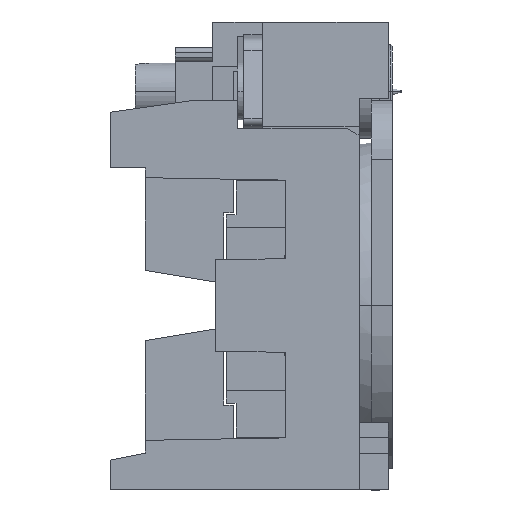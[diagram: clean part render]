
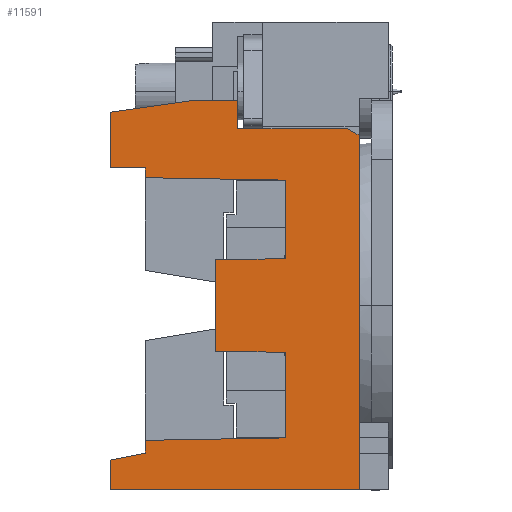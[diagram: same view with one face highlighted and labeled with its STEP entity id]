
A CAD part, left-side view. The second image highlights one B-rep face of the part: STEP entity #11591.
In plain terms, the highlighted planar face has unit normal (-1, 0, 0).
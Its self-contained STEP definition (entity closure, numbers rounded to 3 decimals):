
#5279=VERTEX_POINT('',#15727);
#5533=EDGE_CURVE('',#12267,#5815,#16009,.T.);
#5537=VERTEX_POINT('',#16013);
#5815=VERTEX_POINT('',#16314);
#6115=VERTEX_POINT('',#16644);
#6153=EDGE_CURVE('',#5537,#13653,#16684,.T.);
#6567=VERTEX_POINT('',#17132);
#6891=EDGE_CURVE('',#12719,#12397,#17483,.T.);
#7179=VERTEX_POINT('',#17800);
#7353=EDGE_CURVE('',#12397,#12267,#17991,.T.);
#7849=VERTEX_POINT('',#18527);
#8053=VERTEX_POINT('',#18753);
#8277=VERTEX_POINT('',#18995);
#8555=EDGE_CURVE('',#8053,#12719,#19292,.T.);
#8801=VERTEX_POINT('',#19569);
#8923=EDGE_CURVE('',#6115,#7179,#19703,.T.);
#9453=EDGE_CURVE('',#8801,#10861,#20287,.T.);
#9577=EDGE_CURVE('',#5279,#9933,#20421,.T.);
#9875=EDGE_CURVE('',#10911,#11367,#20753,.T.);
#9933=VERTEX_POINT('',#20818);
#10861=VERTEX_POINT('',#21838);
#10911=VERTEX_POINT('',#21892);
#11121=EDGE_CURVE('',#8277,#5537,#22115,.T.);
#11367=VERTEX_POINT('',#22378);
#11479=VERTEX_POINT('',#22498);
#11591=ADVANCED_FACE('',(#22619),#22620,.F.);
#12267=VERTEX_POINT('',#23355);
#12397=VERTEX_POINT('',#23498);
#12475=EDGE_CURVE('',#5279,#13829,#23582,.T.);
#12719=VERTEX_POINT('',#23848);
#12731=EDGE_CURVE('',#7849,#10911,#23860,.T.);
#12751=EDGE_CURVE('',#8053,#7179,#23882,.T.);
#12951=EDGE_CURVE('',#6567,#8801,#24099,.T.);
#13165=EDGE_CURVE('',#11479,#8277,#24333,.T.);
#13217=EDGE_CURVE('',#5815,#13829,#24390,.T.);
#13653=VERTEX_POINT('',#24872);
#13829=VERTEX_POINT('',#25062);
#14229=EDGE_CURVE('',#13653,#7849,#25493,.T.);
#14497=EDGE_CURVE('',#11367,#6567,#25783,.T.);
#14755=EDGE_CURVE('',#6115,#10861,#26061,.T.);
#15521=EDGE_CURVE('',#9933,#11479,#26881,.T.);
#15727=CARTESIAN_POINT('',(-15.0,24.101,11.75));
#16009=LINE('',#27527,#27528);
#16013=CARTESIAN_POINT('',(-15.0,9.151,3.999));
#16314=CARTESIAN_POINT('',(-15.0,17.101,17.5));
#16644=CARTESIAN_POINT('',(-15.0,24.101,-15.7));
#16684=LINE('',#28488,#28489);
#17132=CARTESIAN_POINT('',(-15.0,21.101,-11.509));
#17483=LINE('',#29629,#29630);
#17800=CARTESIAN_POINT('',(-15.0,2.851,-15.7));
#17991=LINE('',#30358,#30359);
#18527=CARTESIAN_POINT('',(-15.0,15.101,-3.895));
#18753=CARTESIAN_POINT('',(-15.0,2.851,14.523));
#18995=CARTESIAN_POINT('',(-15.0,9.151,10.701));
#19292=LINE('',#32253,#32254);
#19569=CARTESIAN_POINT('',(-15.0,21.101,-12.6));
#19703=LINE('',#32842,#32843);
#20287=LINE('',#33658,#33659);
#20421=LINE('',#33862,#33863);
#20753=LINE('',#34325,#34326);
#20818=CARTESIAN_POINT('',(-15.0,21.101,11.75));
#21838=CARTESIAN_POINT('',(-15.0,24.101,-13.2));
#21892=CARTESIAN_POINT('',(-15.0,9.151,-3.999));
#22115=LINE('',#36257,#36258);
#22378=CARTESIAN_POINT('',(-15.0,9.151,-11.301));
#22498=CARTESIAN_POINT('',(-15.0,21.101,10.909));
#22619=FACE_OUTER_BOUND('',#36977,.T.);
#22620=PLANE('',#36978);
#23355=CARTESIAN_POINT('',(-15.0,13.201,17.5));
#23498=CARTESIAN_POINT('',(-15.0,13.201,15.1));
#23582=LINE('',#38340,#38341);
#23848=CARTESIAN_POINT('',(-15.0,3.851,15.1));
#23860=LINE('',#38730,#38731);
#23882=LINE('',#38760,#38761);
#24099=LINE('',#39078,#39079);
#24333=LINE('',#39416,#39417);
#24390=LINE('',#39493,#39494);
#24872=CARTESIAN_POINT('',(-15.0,15.101,3.895));
#25062=CARTESIAN_POINT('',(-15.0,24.101,16.5));
#25493=LINE('',#41042,#41043);
#25783=LINE('',#41463,#41464);
#26061=LINE('',#41879,#41880);
#26881=LINE('',#43050,#43051);
#27527=CARTESIAN_POINT('',(-15.0,18.789,17.5));
#27528=VECTOR('',#43743,1.0);
#28488=CARTESIAN_POINT('',(-15.0,11.311,3.961));
#28489=VECTOR('',#44411,1.0);
#29629=CARTESIAN_POINT('',(-15.0,8.664,15.1));
#29630=VECTOR('',#45198,1.0);
#30358=CARTESIAN_POINT('',(-15.0,13.201,9.675));
#30359=VECTOR('',#45743,1.0);
#32253=CARTESIAN_POINT('',(-15.0,4.611,15.539));
#32254=VECTOR('',#47072,1.0);
#32842=CARTESIAN_POINT('',(-15.0,13.476,-15.7));
#32843=VECTOR('',#47664,1.0);
#33658=CARTESIAN_POINT('',(-15.0,15.815,-11.543));
#33659=VECTOR('',#48315,1.0);
#33862=CARTESIAN_POINT('',(-15.0,18.789,11.75));
#33863=VECTOR('',#48482,1.0);
#34325=CARTESIAN_POINT('',(-15.0,9.151,0.125));
#34326=VECTOR('',#48862,1.0);
#36257=CARTESIAN_POINT('',(-15.0,9.151,7.475));
#36258=VECTOR('',#50306,1.0);
#36977=EDGE_LOOP('',(#50809,#50810,#50811,#50812,#50813,#50814,#50815,#50816,#50817,#50818,#50819,#50820,#50821,#50822,#50823,#50824,#50825,#50826,#50827,#50828));
#36978=AXIS2_PLACEMENT_3D('',#50829,#50830,#50831);
#38340=CARTESIAN_POINT('',(-15.0,24.101,4.25));
#38341=VECTOR('',#51812,1.0);
#38730=CARTESIAN_POINT('',(-15.0,14.36,-3.908));
#38731=VECTOR('',#52077,1.0);
#38760=CARTESIAN_POINT('',(-15.0,2.851,4.25));
#38761=VECTOR('',#52097,1.0);
#39078=CARTESIAN_POINT('',(-15.0,21.101,0.625));
#39079=VECTOR('',#52344,1.0);
#39416=CARTESIAN_POINT('',(-15.0,17.232,10.842));
#39417=VECTOR('',#52633,1.0);
#39493=CARTESIAN_POINT('',(-15.0,16.252,17.621));
#39494=VECTOR('',#52697,1.0);
#41042=CARTESIAN_POINT('',(-15.0,15.101,4.073));
#41043=VECTOR('',#53830,1.0);
#41463=CARTESIAN_POINT('',(-15.0,11.177,-11.336));
#41464=VECTOR('',#54106,1.0);
#41879=CARTESIAN_POINT('',(-15.0,24.101,4.25));
#41880=VECTOR('',#54382,1.0);
#43050=CARTESIAN_POINT('',(-15.0,21.101,8.));
#43051=VECTOR('',#55125,1.0);
#43743=DIRECTION('',(-0.0,1.0,0.0));
#44411=DIRECTION('',(0.0,1.,-0.017));
#45198=DIRECTION('',(-0.0,1.0,0.0));
#45743=DIRECTION('',(0.0,0.0,1.0));
#47072=DIRECTION('',(-0.0,0.866,0.5));
#47664=DIRECTION('',(0.0,-1.0,0.0));
#48315=DIRECTION('',(0.0,0.981,-0.196));
#48482=DIRECTION('',(0.0,-1.0,0.0));
#48862=DIRECTION('',(0.0,-0.0,-1.0));
#50306=DIRECTION('',(0.0,-0.0,-1.0));
#50809=ORIENTED_EDGE('',*,*,#14497,.T.);
#50810=ORIENTED_EDGE('',*,*,#12951,.T.);
#50811=ORIENTED_EDGE('',*,*,#9453,.T.);
#50812=ORIENTED_EDGE('',*,*,#14755,.F.);
#50813=ORIENTED_EDGE('',*,*,#8923,.T.);
#50814=ORIENTED_EDGE('',*,*,#12751,.F.);
#50815=ORIENTED_EDGE('',*,*,#8555,.T.);
#50816=ORIENTED_EDGE('',*,*,#6891,.T.);
#50817=ORIENTED_EDGE('',*,*,#7353,.T.);
#50818=ORIENTED_EDGE('',*,*,#5533,.T.);
#50819=ORIENTED_EDGE('',*,*,#13217,.T.);
#50820=ORIENTED_EDGE('',*,*,#12475,.F.);
#50821=ORIENTED_EDGE('',*,*,#9577,.T.);
#50822=ORIENTED_EDGE('',*,*,#15521,.T.);
#50823=ORIENTED_EDGE('',*,*,#13165,.T.);
#50824=ORIENTED_EDGE('',*,*,#11121,.T.);
#50825=ORIENTED_EDGE('',*,*,#6153,.T.);
#50826=ORIENTED_EDGE('',*,*,#14229,.T.);
#50827=ORIENTED_EDGE('',*,*,#12731,.T.);
#50828=ORIENTED_EDGE('',*,*,#9875,.T.);
#50829=CARTESIAN_POINT('',(-15.0,13.476,4.25));
#50830=DIRECTION('',(1.0,0.0,0.0));
#50831=DIRECTION('',(0.0,-1.0,0.0));
#51812=DIRECTION('',(0.0,0.0,1.0));
#52077=DIRECTION('',(0.0,-1.,-0.017));
#52097=DIRECTION('',(0.0,0.0,-1.0));
#52344=DIRECTION('',(0.0,0.0,-1.0));
#52633=DIRECTION('',(0.0,-1.,-0.017));
#52697=DIRECTION('',(0.0,0.99,-0.141));
#53830=DIRECTION('',(0.0,-0.0,-1.0));
#54106=DIRECTION('',(0.0,1.,-0.017));
#54382=DIRECTION('',(0.0,0.0,1.0));
#55125=DIRECTION('',(0.0,0.0,-1.0));
